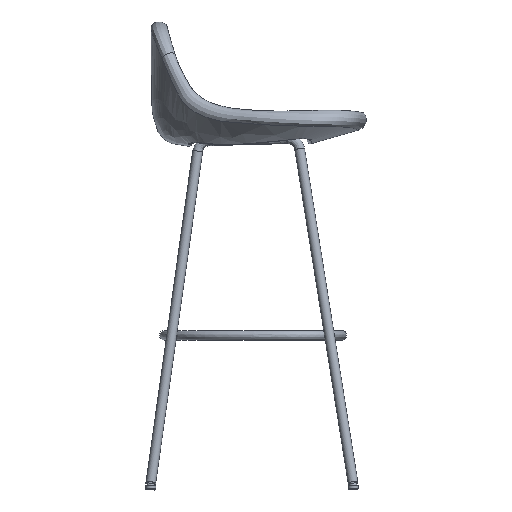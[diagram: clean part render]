
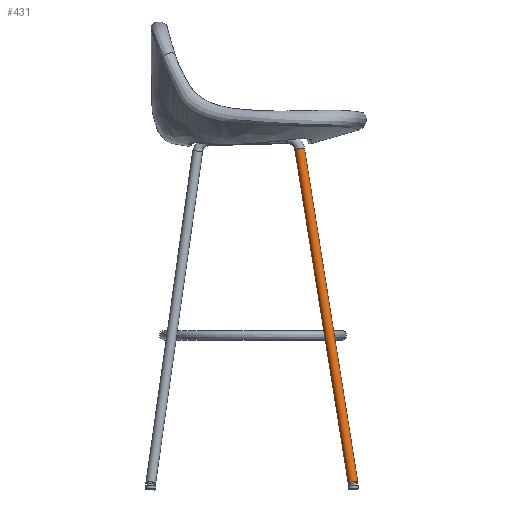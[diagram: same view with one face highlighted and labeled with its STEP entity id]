
A CAD part, left-side view. The second image highlights one B-rep face of the part: STEP entity #431.
In plain terms, the highlighted cylindrical face has radius 10 mm (diameter 20 mm), a full revolution.
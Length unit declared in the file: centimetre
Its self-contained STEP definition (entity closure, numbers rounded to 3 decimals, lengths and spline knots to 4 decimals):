
#145=CYLINDRICAL_SURFACE('',#1364,1.);
#431=ADVANCED_FACE('',(#517),#145,.T.);
#517=FACE_OUTER_BOUND('',#612,.T.);
#612=EDGE_LOOP('',(#873,#874,#875,#876));
#873=ORIENTED_EDGE('',*,*,#1037,.T.);
#874=ORIENTED_EDGE('',*,*,#1028,.T.);
#875=ORIENTED_EDGE('',*,*,#1029,.T.);
#876=ORIENTED_EDGE('',*,*,#1028,.F.);
#1028=EDGE_CURVE('',#1238,#1239,#1140,.T.);
#1029=EDGE_CURVE('',#1239,#1239,#1141,.T.);
#1037=EDGE_CURVE('',#1238,#1238,#1149,.T.);
#1140=(
BOUNDED_CURVE()
B_SPLINE_CURVE(3,(#9741,#9742,#9743,#9744),.UNSPECIFIED.,.F.,.F.)
B_SPLINE_CURVE_WITH_KNOTS((4,4),(0.,694.1626),.UNSPECIFIED.)
CURVE()
GEOMETRIC_REPRESENTATION_ITEM()
RATIONAL_B_SPLINE_CURVE((1.,1.,1.,1.))
REPRESENTATION_ITEM('')
);
#1141=(
BOUNDED_CURVE()
B_SPLINE_CURVE(2,(#9745,#9746,#9747,#9748,#9749,#9750,#9751,#9752,#9753),
 .UNSPECIFIED.,.T.,.F.)
B_SPLINE_CURVE_WITH_KNOTS((3,2,2,2,3),(-62.8319,-47.1239,
-31.4159,-15.708,0.),.UNSPECIFIED.)
CURVE()
GEOMETRIC_REPRESENTATION_ITEM()
RATIONAL_B_SPLINE_CURVE((1.,0.707,1.,0.707,1.,0.707,
1.,0.707,1.))
REPRESENTATION_ITEM('')
);
#1149=(
BOUNDED_CURVE()
B_SPLINE_CURVE(2,(#9811,#9812,#9813,#9814,#9815,#9816,#9817,#9818,#9819,
#9820,#9821),.UNSPECIFIED.,.T.,.F.)
B_SPLINE_CURVE_WITH_KNOTS((3,2,2,2,2,3),(0.,15.708,31.4159,
47.1239,47.2113,62.8319),.UNSPECIFIED.)
CURVE()
GEOMETRIC_REPRESENTATION_ITEM()
RATIONAL_B_SPLINE_CURVE((1.,0.707,1.,0.707,1.,0.707,
1.,0.998,0.997,0.709,1.))
REPRESENTATION_ITEM('')
);
#1238=VERTEX_POINT('',#9735);
#1239=VERTEX_POINT('',#9736);
#1364=AXIS2_PLACEMENT_3D('',#9499,#1425,$);
#1425=DIRECTION('',(0.099,0.157,0.983));
#9499=CARTESIAN_POINT('',(-16.2131,4.1422,4.0476));
#9735=CARTESIAN_POINT('',(-19.6491,-0.3251,-30.2145));
#9736=CARTESIAN_POINT('',(-12.7771,10.5843,37.9938));
#9741=CARTESIAN_POINT('',(-19.6491,-0.3251,-30.2145));
#9742=CARTESIAN_POINT('',(-17.3584,3.3114,-7.4784));
#9743=CARTESIAN_POINT('',(-15.0678,6.9478,15.2577));
#9744=CARTESIAN_POINT('',(-12.7771,10.5843,37.9938));
#9745=CARTESIAN_POINT('',(-12.7771,10.5843,37.9938));
#9746=CARTESIAN_POINT('',(-11.782,10.5686,37.8961));
#9747=CARTESIAN_POINT('',(-11.782,9.5812,38.054));
#9748=CARTESIAN_POINT('',(-11.782,8.5937,38.2119));
#9749=CARTESIAN_POINT('',(-12.7771,8.6094,38.3097));
#9750=CARTESIAN_POINT('',(-13.7722,8.625,38.4074));
#9751=CARTESIAN_POINT('',(-13.7722,9.6125,38.2495));
#9752=CARTESIAN_POINT('',(-13.7722,10.5999,38.0916));
#9753=CARTESIAN_POINT('',(-12.7771,10.5843,37.9938));
#9811=CARTESIAN_POINT('',(-19.6491,-0.3251,-30.2145));
#9812=CARTESIAN_POINT('',(-20.6441,-0.3094,-30.1168));
#9813=CARTESIAN_POINT('',(-20.6441,-1.2969,-29.9589));
#9814=CARTESIAN_POINT('',(-20.6441,-2.2843,-29.8009));
#9815=CARTESIAN_POINT('',(-19.6491,-2.3,-29.8987));
#9816=CARTESIAN_POINT('',(-18.654,-2.3156,-29.9964));
#9817=CARTESIAN_POINT('',(-18.654,-1.3282,-30.1544));
#9818=CARTESIAN_POINT('',(-18.654,-1.3243,-30.155));
#9819=CARTESIAN_POINT('',(-18.654,-1.3204,-30.1556));
#9820=CARTESIAN_POINT('',(-18.6618,-0.3406,-30.3115));
#9821=CARTESIAN_POINT('',(-19.6491,-0.3251,-30.2145));
